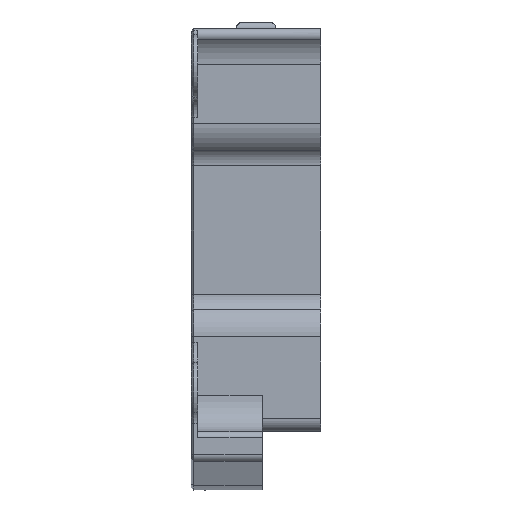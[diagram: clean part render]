
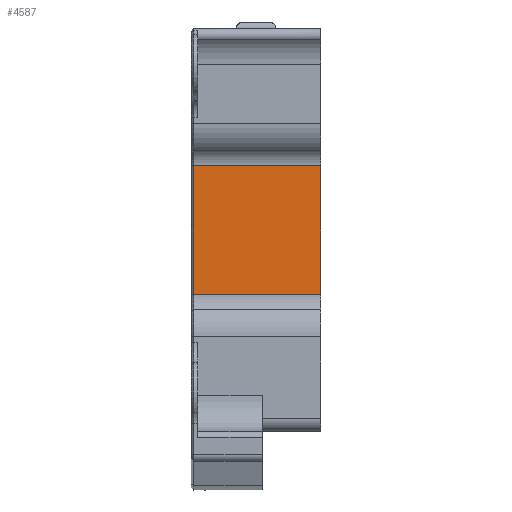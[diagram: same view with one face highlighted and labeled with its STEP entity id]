
A CAD part, front view. The second image highlights one B-rep face of the part: STEP entity #4587.
In plain terms, the highlighted planar face has unit normal (0, -1, 0).
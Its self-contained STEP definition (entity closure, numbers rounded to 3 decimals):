
#255=LINE('',#6539,#547);
#312=LINE('',#6870,#604);
#313=LINE('',#6872,#605);
#314=LINE('',#6874,#606);
#547=VECTOR('',#5467,1000.);
#604=VECTOR('',#5684,1000.);
#605=VECTOR('',#5687,1000.);
#606=VECTOR('',#5688,1000.);
#1186=ORIENTED_EDGE('',*,*,#2018,.F.);
#1187=ORIENTED_EDGE('',*,*,#2019,.F.);
#1188=ORIENTED_EDGE('',*,*,#1904,.F.);
#1189=ORIENTED_EDGE('',*,*,#2017,.F.);
#1904=EDGE_CURVE('',#2351,#2352,#255,.T.);
#2017=EDGE_CURVE('',#2435,#2351,#312,.T.);
#2018=EDGE_CURVE('',#2436,#2435,#313,.T.);
#2019=EDGE_CURVE('',#2352,#2436,#314,.T.);
#2351=VERTEX_POINT('',#6538);
#2352=VERTEX_POINT('',#6540);
#2435=VERTEX_POINT('',#6869);
#2436=VERTEX_POINT('',#6873);
#2746=EDGE_LOOP('',(#1186,#1187,#1188,#1189));
#2968=FACE_BOUND('',#2746,.T.);
#3137=PLANE('',#4930);
#4587=ADVANCED_FACE('',(#2968),#3137,.F.);
#4930=AXIS2_PLACEMENT_3D('',#6871,#5685,#5686);
#5467=DIRECTION('',(0.,0.,-1.));
#5684=DIRECTION('',(1.,0.,0.));
#5685=DIRECTION('',(0.,1.,0.));
#5686=DIRECTION('',(0.,0.,1.));
#5687=DIRECTION('',(0.,0.,1.));
#5688=DIRECTION('',(-1.,0.,0.));
#6538=CARTESIAN_POINT('',(331.8,141.1,-79.184));
#6539=CARTESIAN_POINT('',(331.8,141.1,-95.833));
#6540=CARTESIAN_POINT('',(331.8,141.1,-99.008));
#6869=CARTESIAN_POINT('',(312.2,141.1,-79.184));
#6870=CARTESIAN_POINT('',(311.8,141.1,-79.184));
#6871=CARTESIAN_POINT('',(311.8,141.1,-100.57));
#6872=CARTESIAN_POINT('',(312.2,141.1,-95.833));
#6873=CARTESIAN_POINT('',(312.2,141.1,-99.008));
#6874=CARTESIAN_POINT('',(311.8,141.1,-99.008));
